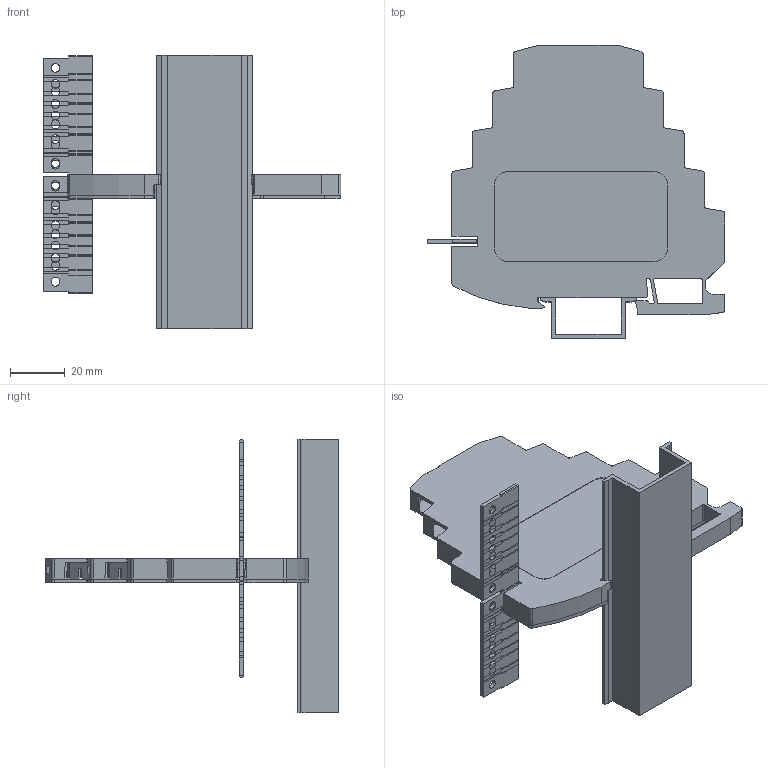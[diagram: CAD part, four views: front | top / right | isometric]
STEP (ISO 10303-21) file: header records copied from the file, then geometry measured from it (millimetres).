
FILE_DESCRIPTION (( 'STEP AP214' ), '1' );
FILE_NAME ('5098422.stp', '2017-04-07T13:18:47', ( '' ), ( '' ), 'SwSTEP 2.0', 'SolidWorks 2016', '' );
FILE_SCHEMA (( 'AUTOMOTIVE_DESIGN' ));
Length unit declared in the file: millimetre
Products named in the file (7): Gehaeuse.1.1; Deckel; Erdungsleiste_mit_Deckel; Erdungsleiste_ohne_Deckel; Hutschiene; Leistungschild.1; 5098422
Assembly tree (6 placements, depth 2):
  5098422
    Leistungschild.1
    Hutschiene
    Erdungsleiste_ohne_Deckel
    Erdungsleiste_mit_Deckel
    Deckel
    Gehaeuse.1.1
Bounding box: 109.1 x 107.5 x 100 mm (x, y, z)
Volume: 37558.9 mm3; surface area: 63059.6 mm2
Topology: 6 solids, 6 shells, 1693 faces, 4565 edges, 2920 vertices
Faces by surface type: plane 926, cylinder 378, bspline 223, cone 166
Entity records: 84925 total; most frequent: CARTESIAN_POINT 25483, ORIENTED_EDGE 9106, DIRECTION 7598, EDGE_CURVE 4553, VECTOR 3130, LINE 3130, VERTEX_POINT 2920, AXIS2_PLACEMENT_3D 2234
